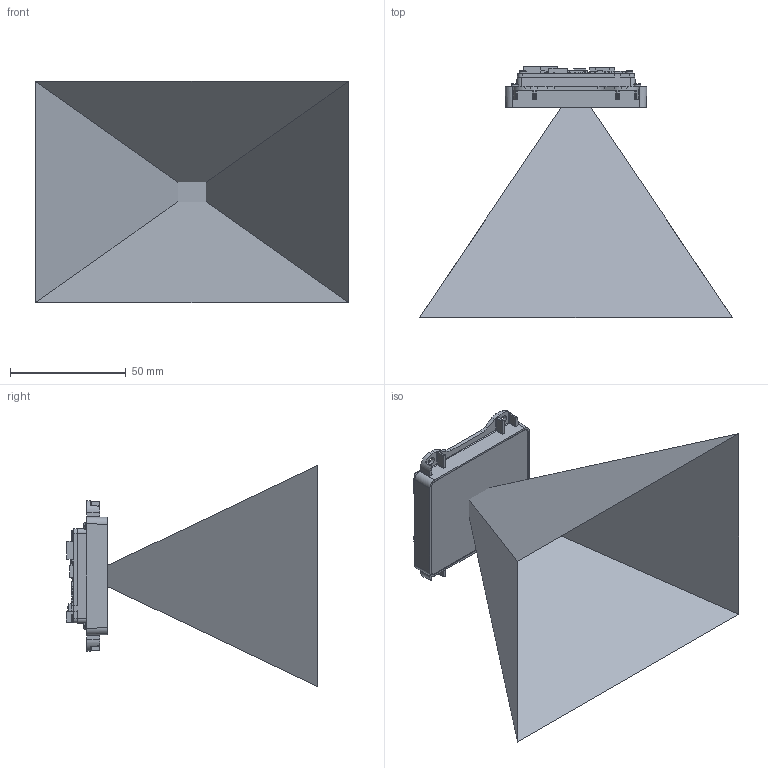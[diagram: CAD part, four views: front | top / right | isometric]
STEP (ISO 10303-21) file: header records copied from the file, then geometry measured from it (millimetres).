
FILE_DESCRIPTION((''),'2;1');
FILE_NAME('OAK_WAIGUAN-TOUPING','2020-11-20T09:17:30',('Administrator'),(''),'CREO PARAMETRIC BY PTC INC, 2016390','CREO PARAMETRIC BY PTC INC, 2016390','');
FILE_SCHEMA(('CONFIG_CONTROL_DESIGN','SHAPE_APPEARANCE_LAYERS_GROUPS'));
Length unit declared in the file: millimetre
Products named in the file (1): OAK_WAIGUAN-TOUPING
Bounding box: 134.9 x 108.34 x 95.4 mm (x, y, z)
Volume: 40020.2 mm3; surface area: 42048.5 mm2
Topology: 1 solids, 15 shells, 1408 faces, 3507 edges, 2317 vertices
Faces by surface type: plane 1093, cylinder 215, cone 36, bspline 36, torus 16, sphere 12
Entity records: 46606 total; most frequent: CARTESIAN_POINT 11359, ORIENTED_EDGE 7010, DIRECTION 6257, EDGE_CURVE 3507, VECTOR 2635, LINE 2635, VERTEX_POINT 2317, AXIS2_PLACEMENT_3D 1811
